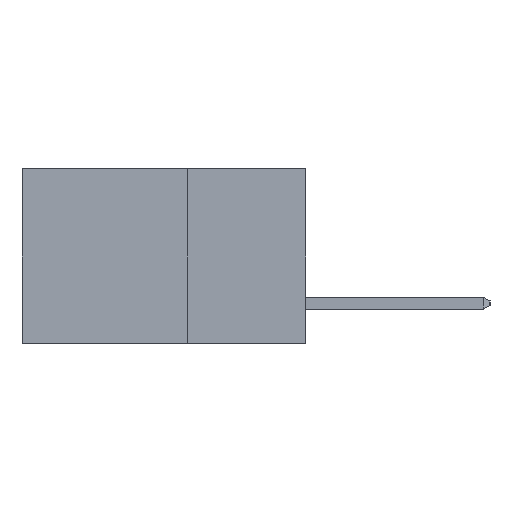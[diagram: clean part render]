
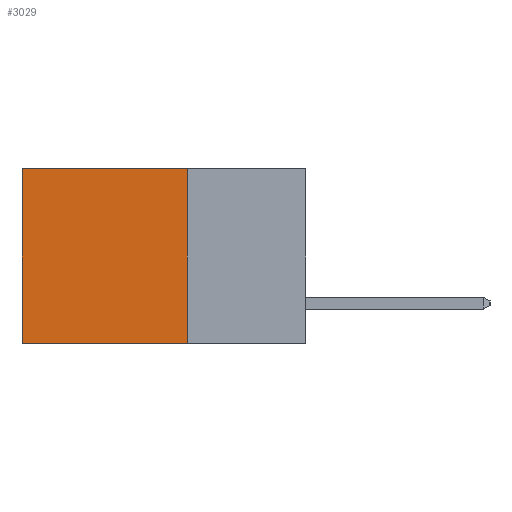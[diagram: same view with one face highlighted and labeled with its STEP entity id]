
A CAD part, left-side view. The second image highlights one B-rep face of the part: STEP entity #3029.
In plain terms, the highlighted planar face has unit normal (-1, 0, 0).
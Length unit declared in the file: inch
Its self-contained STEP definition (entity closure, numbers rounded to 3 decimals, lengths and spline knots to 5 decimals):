
#540 = CARTESIAN_POINT ( 'NONE',  ( 0.2615, 0.25, -0.37 ) ) ;
#725 = FACE_OUTER_BOUND ( 'NONE', #6641, .T. ) ;
#1501 = VERTEX_POINT ( 'NONE', #7402 ) ;
#1513 = DIRECTION ( 'NONE',  ( 0., 1., 0. ) ) ;
#2408 = LINE ( 'NONE', #540, #7288 ) ;
#2433 = VERTEX_POINT ( 'NONE', #6313 ) ;
#2441 = VERTEX_POINT ( 'NONE', #6264 ) ;
#2740 = VECTOR ( 'NONE', #7249, 39.37008 ) ;
#3014 = VERTEX_POINT ( 'NONE', #7127 ) ;
#3029 = ADVANCED_FACE ( 'NONE', ( #725 ), #7064, .F. ) ;
#3357 = VECTOR ( 'NONE', #4633, 39.37008 ) ;
#3358 = EDGE_CURVE ( 'NONE', #1501, #3014, #5087, .T. ) ;
#3388 = ORIENTED_EDGE ( 'NONE', *, *, #4315, .T. ) ;
#4315 = EDGE_CURVE ( 'NONE', #2441, #2433, #7942, .T. ) ;
#4399 = ORIENTED_EDGE ( 'NONE', *, *, #3358, .F. ) ;
#4426 = LINE ( 'NONE', #6417, #7549 ) ;
#4633 = DIRECTION ( 'NONE',  ( 0., 0., -1. ) ) ;
#4739 = CARTESIAN_POINT ( 'NONE',  ( 0.2615, 0.25, -0.37 ) ) ;
#4998 = EDGE_CURVE ( 'NONE', #3014, #2433, #2408, .T. ) ;
#5087 = LINE ( 'NONE', #4739, #3357 ) ;
#5626 = EDGE_CURVE ( 'NONE', #1501, #2441, #4426, .T. ) ;
#6264 = CARTESIAN_POINT ( 'NONE',  ( 0.2615, 0.6, 0. ) ) ;
#6313 = CARTESIAN_POINT ( 'NONE',  ( 0.2615, 0.6, -0.37 ) ) ;
#6417 = CARTESIAN_POINT ( 'NONE',  ( 0.2615, 0.25, 0. ) ) ;
#6641 = EDGE_LOOP ( 'NONE', ( #3388, #7183, #4399, #7275 ) ) ;
#6788 = DIRECTION ( 'NONE',  ( 0., 1., 0. ) ) ;
#7032 = DIRECTION ( 'NONE',  ( 0., 0., -1. ) ) ;
#7043 = DIRECTION ( 'NONE',  ( 1., 0., 0. ) ) ;
#7064 = PLANE ( 'NONE',  #7670 ) ;
#7081 = CARTESIAN_POINT ( 'NONE',  ( 0.2615, 0.25, -0.37 ) ) ;
#7127 = CARTESIAN_POINT ( 'NONE',  ( 0.2615, 0.25, -0.37 ) ) ;
#7183 = ORIENTED_EDGE ( 'NONE', *, *, #4998, .F. ) ;
#7249 = DIRECTION ( 'NONE',  ( 0., 0., -1. ) ) ;
#7275 = ORIENTED_EDGE ( 'NONE', *, *, #5626, .T. ) ;
#7288 = VECTOR ( 'NONE', #1513, 39.37008 ) ;
#7402 = CARTESIAN_POINT ( 'NONE',  ( 0.2615, 0.25, 0. ) ) ;
#7549 = VECTOR ( 'NONE', #6788, 39.37008 ) ;
#7670 = AXIS2_PLACEMENT_3D ( 'NONE', #7081, #7043, #7032 ) ;
#7747 = CARTESIAN_POINT ( 'NONE',  ( 0.2615, 0.6, -0.37 ) ) ;
#7942 = LINE ( 'NONE', #7747, #2740 ) ;
